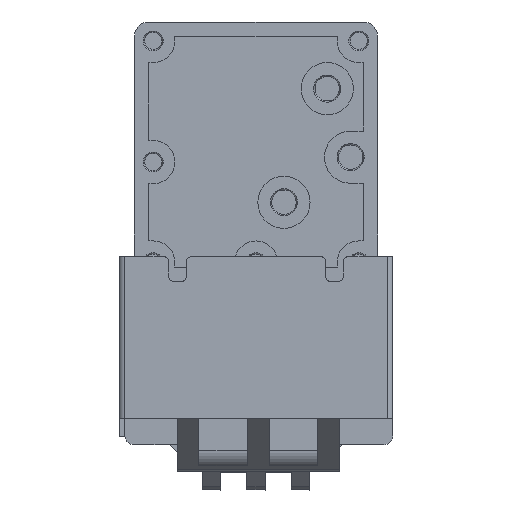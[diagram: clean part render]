
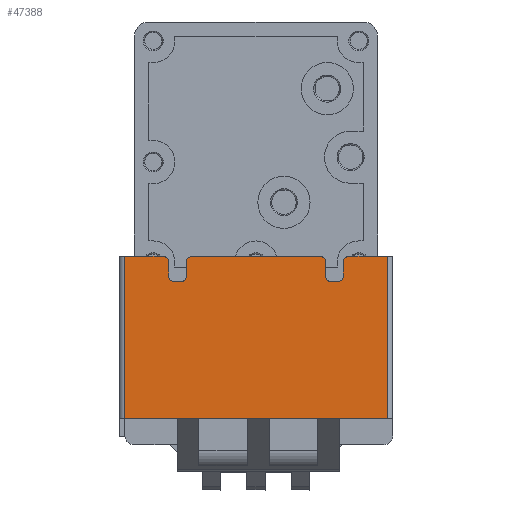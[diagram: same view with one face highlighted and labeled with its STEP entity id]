
A CAD part, front view. The second image highlights one B-rep face of the part: STEP entity #47388.
In plain terms, the highlighted planar face has unit normal (0, -1, 0).
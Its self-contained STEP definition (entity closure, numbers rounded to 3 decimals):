
#44894=CARTESIAN_POINT('',(-38.2,-11.5,22.219));
#44895=VERTEX_POINT('',#44894);
#44902=CARTESIAN_POINT('',(-37.8,-11.5,22.219));
#44903=VERTEX_POINT('',#44902);
#44904=CARTESIAN_POINT('',(-38.2,-11.5,22.219));
#44905=DIRECTION('',(1.,0.,0.));
#44906=VECTOR('',#44905,0.4);
#44907=LINE('',#44904,#44906);
#44908=EDGE_CURVE('',#44895,#44903,#44907,.T.);
#44951=CARTESIAN_POINT('',(-46.9,-11.5,22.219));
#44952=VERTEX_POINT('',#44951);
#44959=CARTESIAN_POINT('',(-46.5,-11.5,22.219));
#44960=VERTEX_POINT('',#44959);
#44961=CARTESIAN_POINT('',(-46.9,-11.5,22.219));
#44962=DIRECTION('',(1.,0.,0.));
#44963=VECTOR('',#44962,0.4);
#44964=LINE('',#44961,#44963);
#44965=EDGE_CURVE('',#44952,#44960,#44964,.T.);
#45329=CARTESIAN_POINT('',(-49.65,-11.5,23.619));
#45330=VERTEX_POINT('',#45329);
#45338=CARTESIAN_POINT('',(-47.5,-11.5,23.619));
#45339=VERTEX_POINT('',#45338);
#45340=CARTESIAN_POINT('',(-49.65,-11.5,23.619));
#45341=DIRECTION('',(1.,0.,0.));
#45342=VECTOR('',#45341,2.15);
#45343=LINE('',#45340,#45342);
#45344=EDGE_CURVE('',#45330,#45339,#45343,.T.);
#45420=CARTESIAN_POINT('',(-47.2,-11.5,23.319));
#45421=VERTEX_POINT('',#45420);
#45422=CARTESIAN_POINT('',(-47.5,-11.5,23.319));
#45423=DIRECTION('',(0.,0.,1.));
#45424=DIRECTION('',(0.,1.,0.));
#45425=AXIS2_PLACEMENT_3D('',#45422,#45424,#45423);
#45426=CIRCLE('',#45425,0.3);
#45427=EDGE_CURVE('',#45339,#45421,#45426,.T.);
#45445=CARTESIAN_POINT('',(-47.2,-11.5,22.519));
#45446=VERTEX_POINT('',#45445);
#45447=CARTESIAN_POINT('',(-47.2,-11.5,23.319));
#45448=DIRECTION('',(0.,0.,-1.));
#45449=VECTOR('',#45448,0.8);
#45450=LINE('',#45447,#45449);
#45451=EDGE_CURVE('',#45421,#45446,#45450,.T.);
#45471=CARTESIAN_POINT('',(-46.9,-11.5,22.519));
#45472=DIRECTION('',(-1.,0.,0.));
#45473=DIRECTION('',(0.,-1.,0.));
#45474=AXIS2_PLACEMENT_3D('',#45471,#45473,#45472);
#45475=CIRCLE('',#45474,0.3);
#45476=EDGE_CURVE('',#45446,#44952,#45475,.T.);
#45487=CARTESIAN_POINT('',(-46.2,-11.5,22.519));
#45488=VERTEX_POINT('',#45487);
#45489=CARTESIAN_POINT('',(-46.5,-11.5,22.519));
#45490=DIRECTION('',(0.,0.,-1.));
#45491=DIRECTION('',(0.,-1.,0.));
#45492=AXIS2_PLACEMENT_3D('',#45489,#45491,#45490);
#45493=CIRCLE('',#45492,0.3);
#45494=EDGE_CURVE('',#44960,#45488,#45493,.T.);
#45529=CARTESIAN_POINT('',(-46.2,-11.5,23.319));
#45530=VERTEX_POINT('',#45529);
#45531=CARTESIAN_POINT('',(-46.2,-11.5,22.519));
#45532=DIRECTION('',(0.,0.,1.));
#45533=VECTOR('',#45532,0.8);
#45534=LINE('',#45531,#45533);
#45535=EDGE_CURVE('',#45488,#45530,#45534,.T.);
#45585=CARTESIAN_POINT('',(-38.5,-11.5,23.319));
#45586=VERTEX_POINT('',#45585);
#45593=CARTESIAN_POINT('',(-38.5,-11.5,22.519));
#45594=VERTEX_POINT('',#45593);
#45595=CARTESIAN_POINT('',(-38.5,-11.5,23.319));
#45596=DIRECTION('',(0.,0.,-1.));
#45597=VECTOR('',#45596,0.8);
#45598=LINE('',#45595,#45597);
#45599=EDGE_CURVE('',#45586,#45594,#45598,.T.);
#45634=CARTESIAN_POINT('',(-38.2,-11.5,22.519));
#45635=DIRECTION('',(-1.,0.,0.));
#45636=DIRECTION('',(0.,-1.,0.));
#45637=AXIS2_PLACEMENT_3D('',#45634,#45636,#45635);
#45638=CIRCLE('',#45637,0.3);
#45639=EDGE_CURVE('',#45594,#44895,#45638,.T.);
#45650=CARTESIAN_POINT('',(-37.5,-11.5,22.519));
#45651=VERTEX_POINT('',#45650);
#45652=CARTESIAN_POINT('',(-37.8,-11.5,22.519));
#45653=DIRECTION('',(0.,0.,-1.));
#45654=DIRECTION('',(0.,-1.,0.));
#45655=AXIS2_PLACEMENT_3D('',#45652,#45654,#45653);
#45656=CIRCLE('',#45655,0.3);
#45657=EDGE_CURVE('',#44903,#45651,#45656,.T.);
#45674=CARTESIAN_POINT('',(-37.5,-11.5,23.319));
#45675=VERTEX_POINT('',#45674);
#45684=CARTESIAN_POINT('',(-37.5,-11.5,22.519));
#45685=DIRECTION('',(0.,0.,1.));
#45686=VECTOR('',#45685,0.8);
#45687=LINE('',#45684,#45686);
#45688=EDGE_CURVE('',#45651,#45675,#45687,.T.);
#45698=CARTESIAN_POINT('',(-37.2,-11.5,23.619));
#45699=VERTEX_POINT('',#45698);
#45708=CARTESIAN_POINT('',(-37.2,-11.5,23.319));
#45709=DIRECTION('',(-1.,0.,0.));
#45710=DIRECTION('',(0.,1.,0.));
#45711=AXIS2_PLACEMENT_3D('',#45708,#45710,#45709);
#45712=CIRCLE('',#45711,0.3);
#45713=EDGE_CURVE('',#45675,#45699,#45712,.T.);
#45725=CARTESIAN_POINT('',(-35.05,-11.5,23.619));
#45726=VERTEX_POINT('',#45725);
#45801=CARTESIAN_POINT('',(-35.05,-11.5,23.619));
#45802=DIRECTION('',(-1.,0.,0.));
#45803=VECTOR('',#45802,2.15);
#45804=LINE('',#45801,#45803);
#45805=EDGE_CURVE('',#45726,#45699,#45804,.T.);
#45978=CARTESIAN_POINT('',(-35.05,-11.5,14.619));
#45979=VERTEX_POINT('',#45978);
#45987=CARTESIAN_POINT('',(-49.65,-11.5,14.619));
#45988=VERTEX_POINT('',#45987);
#45989=CARTESIAN_POINT('',(-49.65,-11.5,14.619));
#45990=DIRECTION('',(1.,0.,0.));
#45991=VECTOR('',#45990,14.6);
#45992=LINE('',#45989,#45991);
#45993=EDGE_CURVE('',#45988,#45979,#45992,.T.);
#47326=CARTESIAN_POINT('',(-49.65,-11.5,23.619));
#47327=DIRECTION('',(0.,0.,-1.));
#47328=VECTOR('',#47327,9.);
#47329=LINE('',#47326,#47328);
#47330=EDGE_CURVE('',#45330,#45988,#47329,.T.);
#47335=CARTESIAN_POINT('',(-75.13,-11.5,23.619));
#47336=DIRECTION('',(0.,0.,-1.));
#47337=DIRECTION('',(0.,-1.,0.));
#47338=AXIS2_PLACEMENT_3D('',#47335,#47337,#47336);
#47339=PLANE('',#47338);
#47340=ORIENTED_EDGE('',*,*,#45805,.T.);
#47341=ORIENTED_EDGE('',*,*,#45713,.F.);
#47342=ORIENTED_EDGE('',*,*,#45688,.F.);
#47343=ORIENTED_EDGE('',*,*,#45657,.F.);
#47344=ORIENTED_EDGE('',*,*,#44908,.F.);
#47345=ORIENTED_EDGE('',*,*,#45639,.F.);
#47346=ORIENTED_EDGE('',*,*,#45599,.F.);
#47347=CARTESIAN_POINT('',(-38.8,-11.5,23.619));
#47348=VERTEX_POINT('',#47347);
#47349=CARTESIAN_POINT('',(-38.8,-11.5,23.319));
#47350=DIRECTION('',(0.,0.,1.));
#47351=DIRECTION('',(0.,1.,0.));
#47352=AXIS2_PLACEMENT_3D('',#47349,#47351,#47350);
#47353=CIRCLE('',#47352,0.3);
#47354=EDGE_CURVE('',#47348,#45586,#47353,.T.);
#47355=ORIENTED_EDGE('E686',*,*,#47354,.F.);
#47356=CARTESIAN_POINT('',(-45.9,-11.5,23.619));
#47357=VERTEX_POINT('',#47356);
#47358=CARTESIAN_POINT('',(-45.9,-11.5,23.619));
#47359=DIRECTION('',(1.,0.,0.));
#47360=VECTOR('',#47359,7.1);
#47361=LINE('',#47358,#47360);
#47362=EDGE_CURVE('',#47357,#47348,#47361,.T.);
#47363=ORIENTED_EDGE('E649',*,*,#47362,.F.);
#47364=CARTESIAN_POINT('',(-45.9,-11.5,23.319));
#47365=DIRECTION('',(-1.,0.,0.));
#47366=DIRECTION('',(0.,1.,0.));
#47367=AXIS2_PLACEMENT_3D('',#47364,#47366,#47365);
#47368=CIRCLE('',#47367,0.3);
#47369=EDGE_CURVE('',#45530,#47357,#47368,.T.);
#47370=ORIENTED_EDGE('E667',*,*,#47369,.F.);
#47371=ORIENTED_EDGE('E667',*,*,#45535,.F.);
#47372=ORIENTED_EDGE('E667',*,*,#45494,.F.);
#47373=ORIENTED_EDGE('E667',*,*,#44965,.F.);
#47374=ORIENTED_EDGE('E667',*,*,#45476,.F.);
#47375=ORIENTED_EDGE('E667',*,*,#45451,.F.);
#47376=ORIENTED_EDGE('E667',*,*,#45427,.F.);
#47377=ORIENTED_EDGE('E667',*,*,#45344,.F.);
#47378=ORIENTED_EDGE('E667',*,*,#47330,.T.);
#47379=ORIENTED_EDGE('E667',*,*,#45993,.T.);
#47380=CARTESIAN_POINT('',(-35.05,-11.5,14.619));
#47381=DIRECTION('',(0.,0.,1.));
#47382=VECTOR('',#47381,9.);
#47383=LINE('',#47380,#47382);
#47384=EDGE_CURVE('',#45979,#45726,#47383,.T.);
#47385=ORIENTED_EDGE('E933',*,*,#47384,.T.);
#47386=EDGE_LOOP('',(#47340,#47341,#47342,#47343,#47344,#47345,#47346,#47355,#47363,#47370,#47371,#47372,#47373,#47374,#47375,#47376,#47377,#47378,#47379,#47385));
#47387=FACE_OUTER_BOUND('',#47386,.T.);
#47388=ADVANCED_FACE('F324',(#47387),#47339,.T.);
